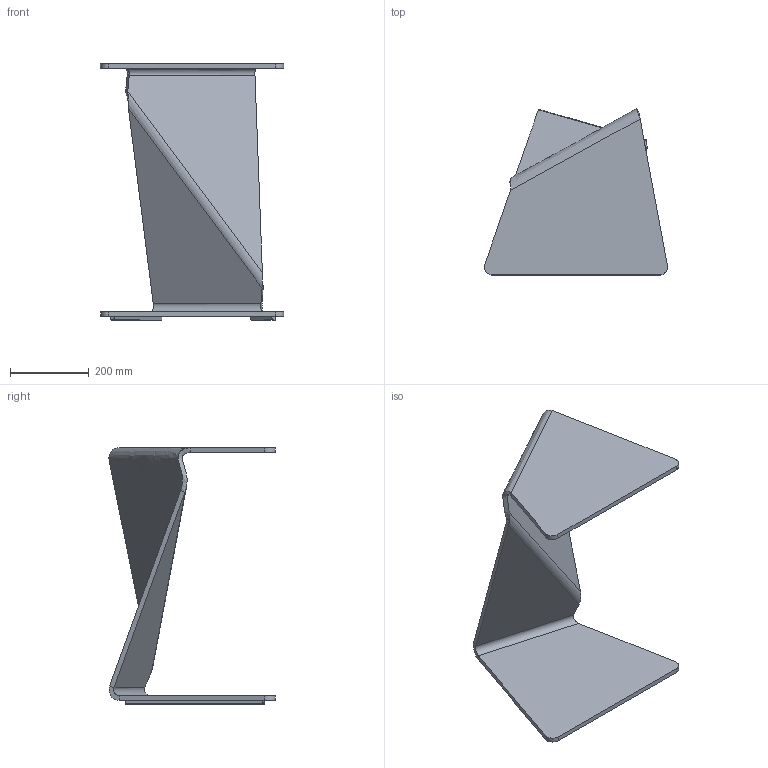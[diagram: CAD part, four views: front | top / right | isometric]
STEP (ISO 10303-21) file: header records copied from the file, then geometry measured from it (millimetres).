
FILE_DESCRIPTION(/* description */ (''),/* implementation_level */ '2;1');
FILE_NAME(/* name */ '819 - Sigmy H65',/* time_stamp */ '2010-12-09T09:46:03+01:00',/* author */ (''),/* organization */ (''),/* preprocessor_version */ 'ST-DEVELOPER v10',/* originating_system */ '',/* authorisation */ '');
FILE_SCHEMA (('CONFIG_CONTROL_DESIGN'));
Length unit declared in the file: centimetre
Products named in the file (1): 1
Bounding box: 463.68 x 420.81 x 650 mm (x, y, z)
Volume: 5792160.5 mm3; surface area: 1024348.6 mm2
Topology: 3 solids, 3 shells, 72 faces, 158 edges, 92 vertices
Faces by surface type: bspline 60, plane 12
Entity records: 4746 total; most frequent: CARTESIAN_POINT 3630, ORIENTED_EDGE 316, EDGE_CURVE 158, B_SPLINE_CURVE_WITH_KNOTS 146, VERTEX_POINT 92, ADVANCED_FACE 72, FACE_OUTER_BOUND 72, EDGE_LOOP 72
